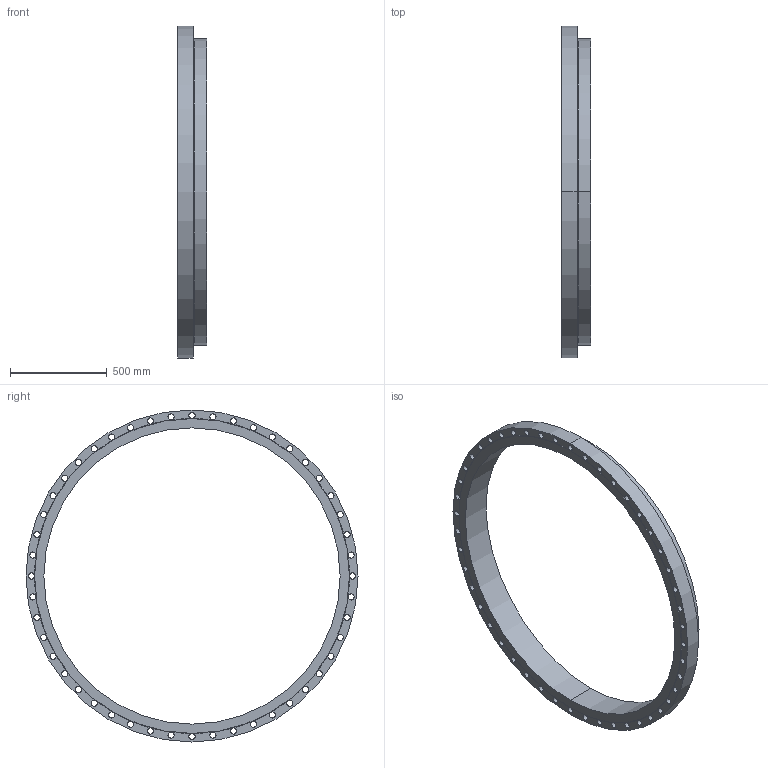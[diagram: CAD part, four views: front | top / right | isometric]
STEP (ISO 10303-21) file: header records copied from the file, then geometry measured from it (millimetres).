
FILE_DESCRIPTION (( 'STEP AP203' ), '1' );
FILE_NAME ('60_CL175_B161_RF_SOF.STEP', '2024-01-12T04:11:40', ( '' ), ( '' ), 'SwSTEP 2.0', 'SolidWorks 2023', '' );
FILE_SCHEMA (( 'CONFIG_CONTROL_DESIGN' ));
Length unit declared in the file: inch
Products named in the file (1): 60_CL175_B161_RF_SOF
Bounding box: 150.81 x 1714.5 x 1714.5 mm (x, y, z)
Volume: 43323953.2 mm3; surface area: 2736793 mm2
Topology: 1 solids, 1 shells, 110 faces, 408 edges, 254 vertices
Faces by surface type: cylinder 104, plane 4, torus 2
Entity records: 4739 total; most frequent: DIRECTION 934, ORIENTED_EDGE 816, CARTESIAN_POINT 773, AXIS2_PLACEMENT_3D 415, EDGE_CURVE 408, CIRCLE 304, VERTEX_POINT 254, EDGE_LOOP 162
